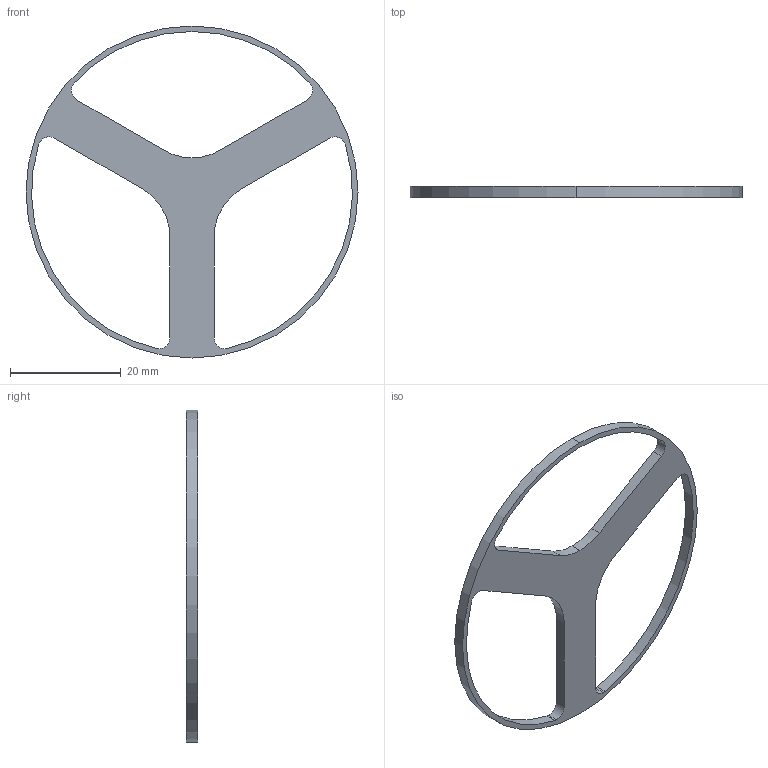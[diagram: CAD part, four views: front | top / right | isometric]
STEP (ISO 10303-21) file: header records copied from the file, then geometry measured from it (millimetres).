
FILE_DESCRIPTION (( 'STEP AP214' ), '1' );
FILE_NAME ('Sensor loading mount bottom.STEP', '2023-10-23T16:27:09', ( 'PC' ), ( '' ), 'SwSTEP 2.0', 'SolidWorks 2022', '' );
FILE_SCHEMA (( 'AUTOMOTIVE_DESIGN' ));
Length unit declared in the file: millimetre
Products named in the file (1): Sensor loading mount bottom
Bounding box: 60 x 2 x 60 mm (x, y, z)
Volume: 1677.4 mm3; surface area: 2801.4 mm2
Topology: 1 solids, 1 shells, 39 faces, 99 edges, 66 vertices
Faces by surface type: cylinder 23, plane 16
Entity records: 1245 total; most frequent: DIRECTION 225, CARTESIAN_POINT 205, ORIENTED_EDGE 198, EDGE_CURVE 99, AXIS2_PLACEMENT_3D 86, VERTEX_POINT 66, LINE 53, VECTOR 53
